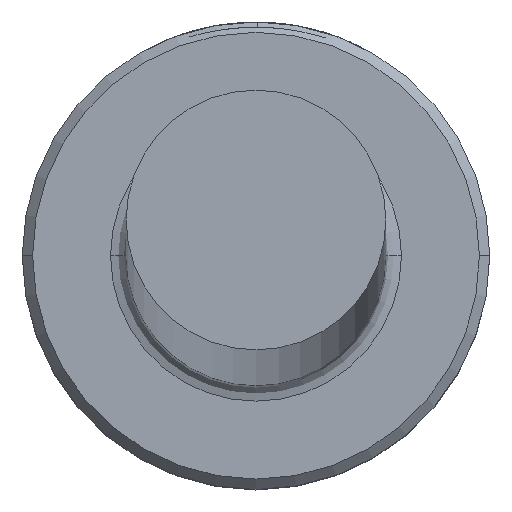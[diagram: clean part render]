
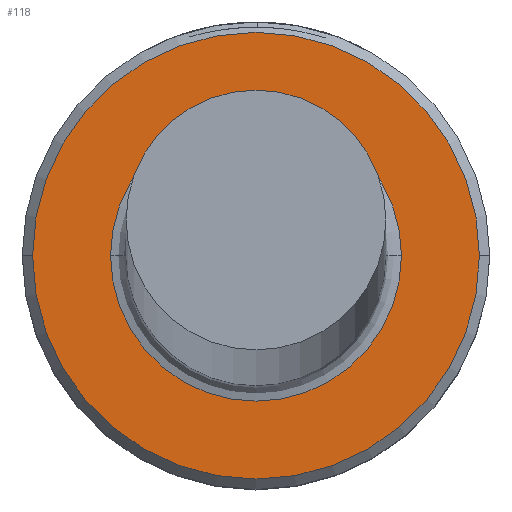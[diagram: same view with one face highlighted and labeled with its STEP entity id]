
A CAD part, top view. The second image highlights one B-rep face of the part: STEP entity #118.
In plain terms, the highlighted planar face has unit normal (0, 0, 1).
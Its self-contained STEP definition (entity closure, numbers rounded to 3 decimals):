
#39 = CARTESIAN_POINT ( 'NONE',  ( 0., 0., 6. ) ) ;
#61 = CIRCLE ( 'NONE', #449, 2.8 ) ;
#118 = ADVANCED_FACE ( 'NONE', ( #203, #191 ), #343, .T. ) ;
#128 = EDGE_CURVE ( 'NONE', #687, #615, #189, .T. ) ;
#138 = DIRECTION ( 'NONE',  ( 1., 0., 0. ) ) ;
#189 = CIRCLE ( 'NONE', #1060, 4.3 ) ;
#191 = FACE_BOUND ( 'NONE', #1140, .T. ) ;
#203 = FACE_OUTER_BOUND ( 'NONE', #298, .T. ) ;
#283 = CARTESIAN_POINT ( 'NONE',  ( -4.3, 0., 6. ) ) ;
#298 = EDGE_LOOP ( 'NONE', ( #362, #418 ) ) ;
#310 = CIRCLE ( 'NONE', #888, 2.8 ) ;
#325 = DIRECTION ( 'NONE',  ( 1., 0., 0. ) ) ;
#343 = PLANE ( 'NONE',  #1124 ) ;
#362 = ORIENTED_EDGE ( 'NONE', *, *, #128, .T. ) ;
#402 = DIRECTION ( 'NONE',  ( 0., 0., -1. ) ) ;
#410 = CARTESIAN_POINT ( 'NONE',  ( 0., 0., 6. ) ) ;
#418 = ORIENTED_EDGE ( 'NONE', *, *, #1077, .T. ) ;
#449 = AXIS2_PLACEMENT_3D ( 'NONE', #926, #402, #1015 ) ;
#453 = ORIENTED_EDGE ( 'NONE', *, *, #831, .T. ) ;
#491 = EDGE_CURVE ( 'NONE', #1051, #1005, #310, .T. ) ;
#526 = CIRCLE ( 'NONE', #538, 4.3 ) ;
#538 = AXIS2_PLACEMENT_3D ( 'NONE', #39, #669, #138 ) ;
#610 = CARTESIAN_POINT ( 'NONE',  ( 0., 0., 6. ) ) ;
#615 = VERTEX_POINT ( 'NONE', #1046 ) ;
#619 = DIRECTION ( 'NONE',  ( -1., 0., 0. ) ) ;
#657 = DIRECTION ( 'NONE',  ( 0., 0., 1. ) ) ;
#669 = DIRECTION ( 'NONE',  ( 0., 0., 1. ) ) ;
#687 = VERTEX_POINT ( 'NONE', #283 ) ;
#831 = EDGE_CURVE ( 'NONE', #1005, #1051, #61, .T. ) ;
#888 = AXIS2_PLACEMENT_3D ( 'NONE', #610, #965, #619 ) ;
#902 = ORIENTED_EDGE ( 'NONE', *, *, #491, .T. ) ;
#920 = CARTESIAN_POINT ( 'NONE',  ( 2.8, 0., 6. ) ) ;
#926 = CARTESIAN_POINT ( 'NONE',  ( 0., 0., 6. ) ) ;
#965 = DIRECTION ( 'NONE',  ( 0., 0., -1. ) ) ;
#1005 = VERTEX_POINT ( 'NONE', #920 ) ;
#1015 = DIRECTION ( 'NONE',  ( -1., 0., 0. ) ) ;
#1016 = CARTESIAN_POINT ( 'NONE',  ( -2.8, 0., 6. ) ) ;
#1046 = CARTESIAN_POINT ( 'NONE',  ( 4.3, 0., 6. ) ) ;
#1051 = VERTEX_POINT ( 'NONE', #1016 ) ;
#1060 = AXIS2_PLACEMENT_3D ( 'NONE', #1121, #1113, #1107 ) ;
#1077 = EDGE_CURVE ( 'NONE', #615, #687, #526, .T. ) ;
#1107 = DIRECTION ( 'NONE',  ( 1., 0., 0. ) ) ;
#1113 = DIRECTION ( 'NONE',  ( 0., 0., 1. ) ) ;
#1121 = CARTESIAN_POINT ( 'NONE',  ( 0., 0., 6. ) ) ;
#1124 = AXIS2_PLACEMENT_3D ( 'NONE', #410, #657, #325 ) ;
#1140 = EDGE_LOOP ( 'NONE', ( #902, #453 ) ) ;
